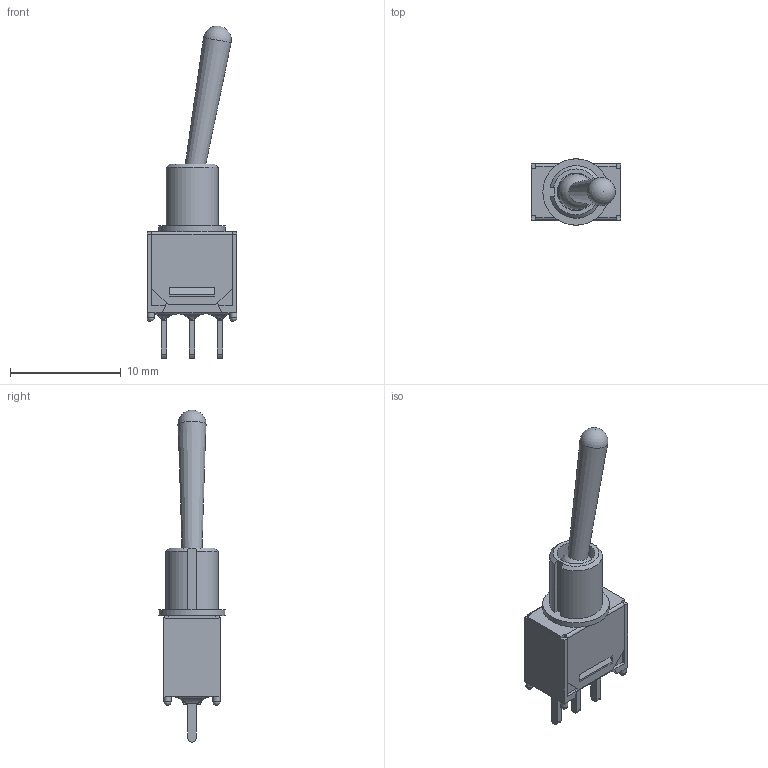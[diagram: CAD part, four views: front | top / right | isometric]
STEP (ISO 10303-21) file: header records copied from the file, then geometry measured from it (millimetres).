
FILE_DESCRIPTION(/* description */ (''),/* implementation_level */ '2;1');
FILE_NAME(/* name */ '200MSPxT4B4M2xE.stp',/* time_stamp */ '2026-01-21T19:24:42-06:00',/* author */ ('jmeyers'),/* organization */ (''),/* preprocessor_version */ 'ST-DEVELOPER v18.1',/* originating_system */ 'Autodesk Inventor 2022',/* authorisation */ '');
FILE_SCHEMA (('AUTOMOTIVE_DESIGN { 1 0 10303 214 3 1 1 }'));
Length unit declared in the file: inch
Products named in the file (1): Part26
Bounding box: 8.13 x 6 x 30.01 mm (x, y, z)
Volume: 291.5 mm3; surface area: 948.2 mm2
Topology: 2 solids, 3 shells, 149 faces, 416 edges, 266 vertices
Faces by surface type: plane 112, cylinder 21, bspline 8, sphere 6, cone 2
Full cylindrical faces by diameter (mm): 0.65 x4, 3.4 x1, 6 x1
Entity records: 5246 total; most frequent: CARTESIAN_POINT 1463, ORIENTED_EDGE 820, DIRECTION 709, EDGE_CURVE 410, LINE 307, VECTOR 307, VERTEX_POINT 266, AXIS2_PLACEMENT_3D 201
